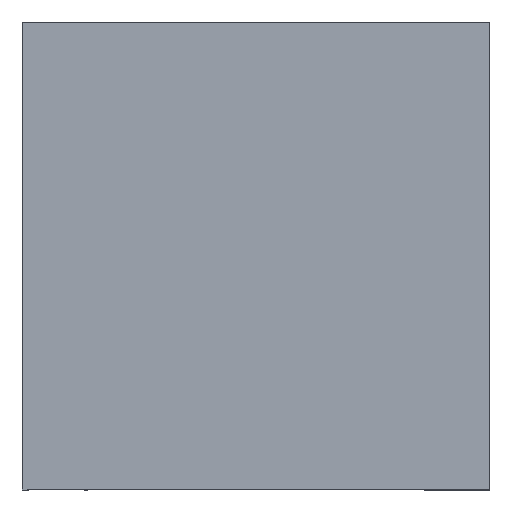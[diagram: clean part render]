
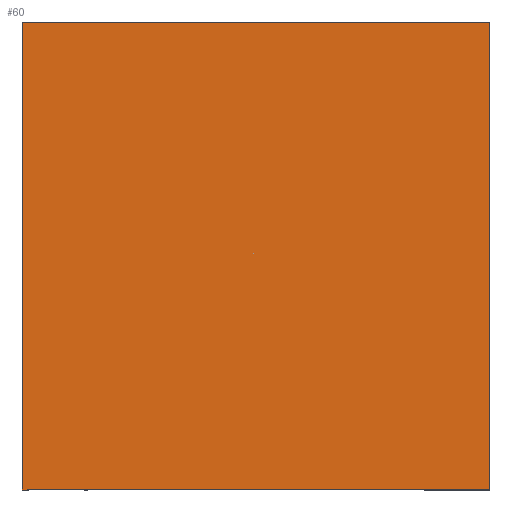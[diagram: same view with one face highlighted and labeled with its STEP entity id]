
A CAD part, front view. The second image highlights one B-rep face of the part: STEP entity #60.
In plain terms, the highlighted planar face has unit normal (0, -1, 0).
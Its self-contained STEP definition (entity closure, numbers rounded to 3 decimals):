
#60=ADVANCED_FACE('',(#131),#132,.T.);
#131=FACE_OUTER_BOUND('',#210,.T.);
#132=PLANE('',#211);
#210=EDGE_LOOP('',(#325,#326,#327,#328));
#211=AXIS2_PLACEMENT_3D('',#329,#330,#331);
#325=ORIENTED_EDGE('',*,*,#500,.F.);
#326=ORIENTED_EDGE('',*,*,#513,.F.);
#327=ORIENTED_EDGE('',*,*,#506,.F.);
#328=ORIENTED_EDGE('',*,*,#514,.F.);
#329=CARTESIAN_POINT('',(-16.5,0.0,-22.5));
#330=DIRECTION('',(0.0,-1.0,0.0));
#331=DIRECTION('',(0.0,0.0,1.0));
#500=EDGE_CURVE('',#595,#597,#598,.T.);
#506=EDGE_CURVE('',#606,#607,#608,.T.);
#513=EDGE_CURVE('',#607,#595,#617,.T.);
#514=EDGE_CURVE('',#597,#606,#618,.T.);
#595=VERTEX_POINT('',#727);
#597=VERTEX_POINT('',#730);
#598=LINE('',#731,#732);
#606=VERTEX_POINT('',#744);
#607=VERTEX_POINT('',#745);
#608=LINE('',#746,#747);
#617=LINE('',#761,#762);
#618=LINE('',#763,#764);
#727=CARTESIAN_POINT('',(22.5,0.0,-22.5));
#730=CARTESIAN_POINT('',(-22.5,0.0,-22.5));
#731=CARTESIAN_POINT('',(22.5,0.0,-22.5));
#732=VECTOR('',#875,45.0);
#744=CARTESIAN_POINT('',(-22.5,0.0,22.5));
#745=CARTESIAN_POINT('',(22.5,0.0,22.5));
#746=CARTESIAN_POINT('',(-22.5,0.0,22.5));
#747=VECTOR('',#880,45.0);
#761=CARTESIAN_POINT('',(22.5,0.0,22.5));
#762=VECTOR('',#886,45.0);
#763=CARTESIAN_POINT('',(-22.5,0.0,-22.5));
#764=VECTOR('',#887,45.0);
#875=DIRECTION('',(-1.0,0.0,0.0));
#880=DIRECTION('',(1.0,0.0,0.0));
#886=DIRECTION('',(0.0,0.0,-1.0));
#887=DIRECTION('',(0.0,0.0,1.0));
